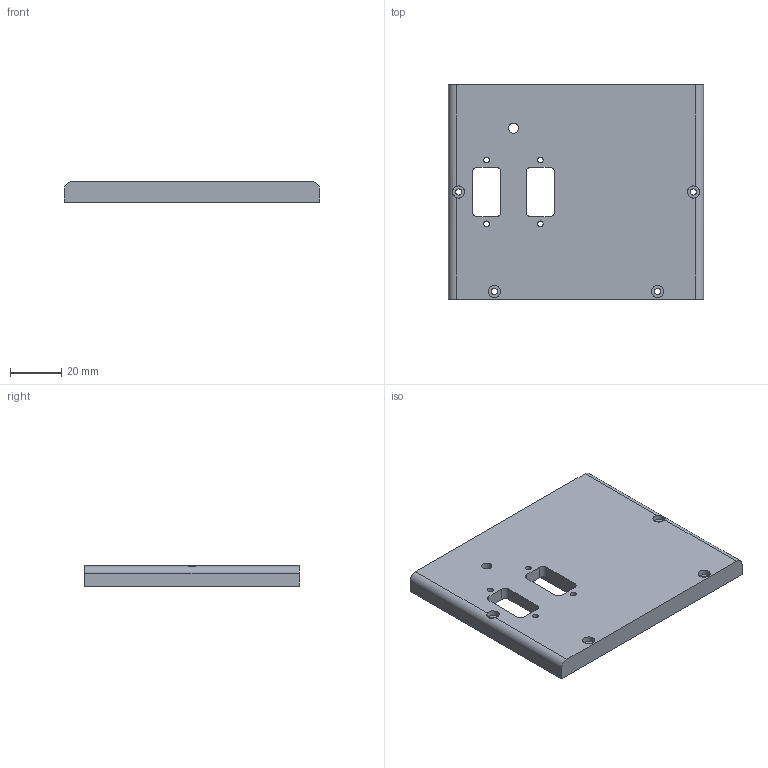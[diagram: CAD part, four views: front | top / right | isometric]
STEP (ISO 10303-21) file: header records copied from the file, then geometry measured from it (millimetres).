
FILE_DESCRIPTION (( 'STEP AP214' ), '1' );
FILE_NAME ('cover_right_side.step', '2021-08-18T21:26:59', ( '' ), ( '' ), 'SwSTEP 2.0', 'SolidWorks 2019', '' );
FILE_SCHEMA (( 'AUTOMOTIVE_DESIGN' ));
Length unit declared in the file: millimetre
Products named in the file (1): cover_right_side
Bounding box: 100 x 84 x 8 mm (x, y, z)
Volume: 58008 mm3; surface area: 20363 mm2
Topology: 1 solids, 1 shells, 71 faces, 194 edges, 126 vertices
Faces by surface type: cylinder 44, plane 23, cone 4
Entity records: 2498 total; most frequent: CARTESIAN_POINT 428, DIRECTION 418, ORIENTED_EDGE 380, EDGE_CURVE 190, AXIS2_PLACEMENT_3D 160, VERTEX_POINT 126, EDGE_LOOP 98, LINE 98
